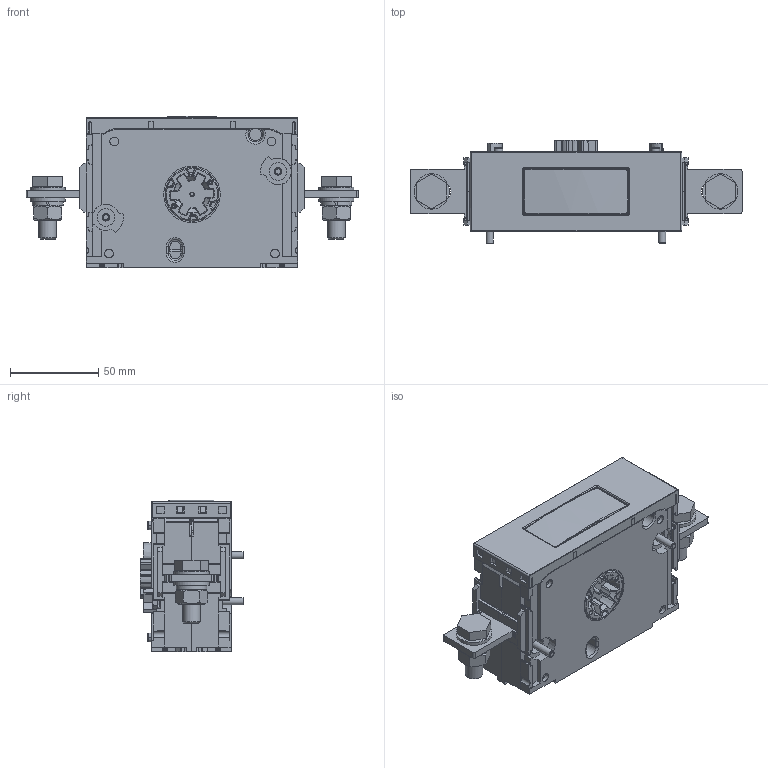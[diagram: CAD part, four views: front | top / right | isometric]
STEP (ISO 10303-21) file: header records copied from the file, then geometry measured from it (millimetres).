
FILE_DESCRIPTION(/* description */ (''),/* implementation_level */ '2;1');
FILE_NAME(/* name */ 'FILE_STP_CAD_DRAWING_3d_GLX420320-0500_prt.stp',/* time_stamp */ '2021-11-23T15:11:11+01:00',/* author */ (''),/* organization */ (''),/* preprocessor_version */ 'ST-DEVELOPER v16.7',/* originating_system */ 'SIEMENS PLM Software NX 12.0',/* authorisation */ '');
FILE_SCHEMA (('AUTOMOTIVE_DESIGN { 1 0 10303 214 3 1 1 1 }'));
Products named in the file (1): 3d_GLX420320-0500
Bounding box: 188.1 x 58.8 x 85.7 mm (x, y, z)
Surface area: 83120.6 mm2 (no closed solid volume)
Topology: 0 solids, 34 shells, 1814 faces, 5238 edges, 3446 vertices
Faces by surface type: plane 876, cylinder 532, bspline 170, torus 135, cone 76, sphere 25
Full cylindrical faces by diameter (mm): 3.31 x2, 3.4 x3, 4 x2, 4.3 x2, 4.5 x2, 9 x2, 10 x3, 15 x2, 20 x4
Entity records: 64058 total; most frequent: CARTESIAN_POINT 17417, ORIENTED_EDGE 9574, DIRECTION 9532, EDGE_CURVE 5112, VERTEX_POINT 3422, AXIS2_PLACEMENT_3D 3372, LINE 2788, VECTOR 2788
